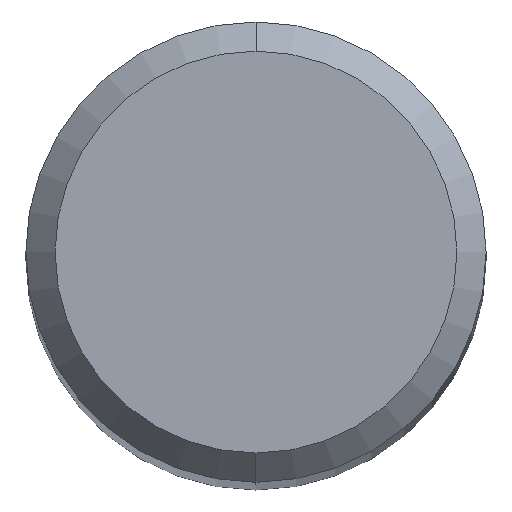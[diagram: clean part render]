
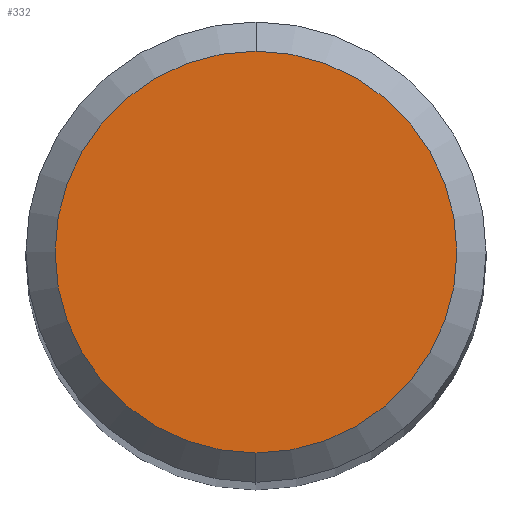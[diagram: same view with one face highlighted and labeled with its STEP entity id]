
A CAD part, top view. The second image highlights one B-rep face of the part: STEP entity #332.
In plain terms, the highlighted planar face has unit normal (0, 0, 1).
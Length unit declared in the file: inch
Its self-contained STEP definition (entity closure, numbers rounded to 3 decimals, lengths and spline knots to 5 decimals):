
#6 = EDGE_LOOP ( 'NONE', ( #322, #394 ) ) ;
#24 = VERTEX_POINT ( 'NONE', #331 ) ;
#61 = AXIS2_PLACEMENT_3D ( 'NONE', #370, #296, #174 ) ;
#82 = AXIS2_PLACEMENT_3D ( 'NONE', #233, #461, #150 ) ;
#83 = CARTESIAN_POINT ( 'NONE',  ( 0., 0.1031, 0. ) ) ;
#131 = EDGE_CURVE ( 'NONE', #362, #24, #490, .T. ) ;
#150 = DIRECTION ( 'NONE',  ( 0., 1., 0. ) ) ;
#155 = FACE_OUTER_BOUND ( 'NONE', #6, .T. ) ;
#174 = DIRECTION ( 'NONE',  ( 0., 1., 0. ) ) ;
#196 = CARTESIAN_POINT ( 'NONE',  ( 0., -0.1031, 0. ) ) ;
#204 = EDGE_CURVE ( 'NONE', #24, #362, #264, .T. ) ;
#233 = CARTESIAN_POINT ( 'NONE',  ( 0., 0., 0. ) ) ;
#264 = CIRCLE ( 'NONE', #82, 0.1031 ) ;
#296 = DIRECTION ( 'NONE',  ( 0., 0., -1. ) ) ;
#310 = PLANE ( 'NONE',  #480 ) ;
#322 = ORIENTED_EDGE ( 'NONE', *, *, #204, .F. ) ;
#331 = CARTESIAN_POINT ( 'NONE',  ( 0., 0.1031, 0. ) ) ;
#332 = ADVANCED_FACE ( 'NONE', ( #155 ), #310, .T. ) ;
#362 = VERTEX_POINT ( 'NONE', #196 ) ;
#370 = CARTESIAN_POINT ( 'NONE',  ( 0., 0., 0. ) ) ;
#387 = DIRECTION ( 'NONE',  ( 0., -1., 0. ) ) ;
#394 = ORIENTED_EDGE ( 'NONE', *, *, #131, .F. ) ;
#426 = DIRECTION ( 'NONE',  ( 0., 0., 1. ) ) ;
#461 = DIRECTION ( 'NONE',  ( 0., 0., -1. ) ) ;
#480 = AXIS2_PLACEMENT_3D ( 'NONE', #83, #426, #387 ) ;
#490 = CIRCLE ( 'NONE', #61, 0.1031 ) ;
